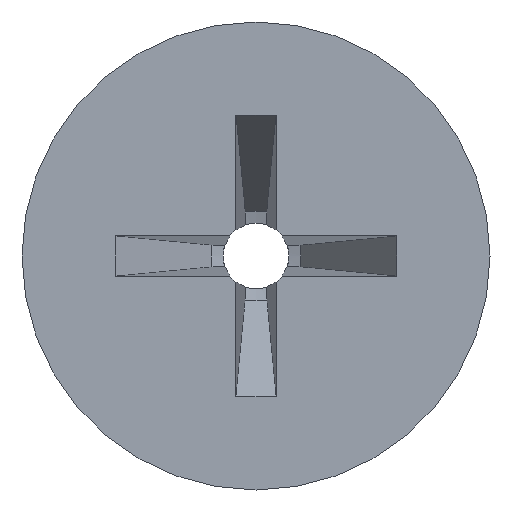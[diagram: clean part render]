
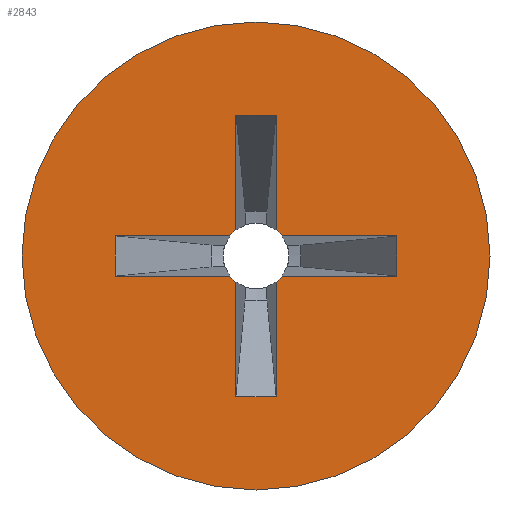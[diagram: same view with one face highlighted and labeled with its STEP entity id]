
A CAD part, left-side view. The second image highlights one B-rep face of the part: STEP entity #2843.
In plain terms, the highlighted planar face has unit normal (-1, 0, 0).
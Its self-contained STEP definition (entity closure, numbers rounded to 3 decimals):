
#115=CARTESIAN_POINT('',(0.,0.,0.));
#116=DIRECTION('',(-1.,0.,0.));
#117=DIRECTION('',(0.,1.,0.));
#118=AXIS2_PLACEMENT_3D('',#115,#116,#117);
#120=CARTESIAN_POINT('',(0.,0.,0.));
#121=DIRECTION('',(1.,0.,0.));
#122=DIRECTION('',(0.,1.,0.));
#123=AXIS2_PLACEMENT_3D('',#120,#121,#122);
#125=CARTESIAN_POINT('',(0.,0.,0.));
#126=DIRECTION('',(1.,0.,0.));
#127=DIRECTION('',(0.,-0.79,-0.613));
#128=AXIS2_PLACEMENT_3D('',#125,#126,#127);
#130=DIRECTION('',(0.,1.,0.));
#131=VECTOR('',#130,2.772);
#132=CARTESIAN_POINT('',(0.,-3.4,-0.488));
#133=LINE('',#132,#131);
#134=DIRECTION('',(0.,0.,-1.));
#135=VECTOR('',#134,0.975);
#136=CARTESIAN_POINT('',(0.,-3.4,0.488));
#137=LINE('',#136,#135);
#138=DIRECTION('',(0.,1.,0.));
#139=VECTOR('',#138,2.772);
#140=CARTESIAN_POINT('',(0.,-3.4,0.488));
#141=LINE('',#140,#139);
#142=CARTESIAN_POINT('',(0.,0.,0.));
#143=DIRECTION('',(1.,0.,0.));
#144=DIRECTION('',(0.,-0.613,0.79));
#145=AXIS2_PLACEMENT_3D('',#142,#143,#144);
#147=DIRECTION('',(0.,0.,-1.));
#148=VECTOR('',#147,2.772);
#149=CARTESIAN_POINT('',(0.,-0.488,3.4));
#150=LINE('',#149,#148);
#151=DIRECTION('',(0.,1.,0.));
#152=VECTOR('',#151,0.975);
#153=CARTESIAN_POINT('',(0.,-0.488,3.4));
#154=LINE('',#153,#152);
#155=DIRECTION('',(0.,0.,-1.));
#156=VECTOR('',#155,2.772);
#157=CARTESIAN_POINT('',(0.,0.488,3.4));
#158=LINE('',#157,#156);
#159=CARTESIAN_POINT('',(0.,0.,0.));
#160=DIRECTION('',(1.,0.,0.));
#161=DIRECTION('',(0.,0.79,0.613));
#162=AXIS2_PLACEMENT_3D('',#159,#160,#161);
#164=DIRECTION('',(0.,1.,0.));
#165=VECTOR('',#164,2.772);
#166=CARTESIAN_POINT('',(0.,0.628,0.488));
#167=LINE('',#166,#165);
#168=DIRECTION('',(0.,0.,-1.));
#169=VECTOR('',#168,0.975);
#170=CARTESIAN_POINT('',(0.,3.4,0.488));
#171=LINE('',#170,#169);
#172=DIRECTION('',(0.,1.,0.));
#173=VECTOR('',#172,2.772);
#174=CARTESIAN_POINT('',(0.,0.628,-0.488));
#175=LINE('',#174,#173);
#176=CARTESIAN_POINT('',(0.,0.,0.));
#177=DIRECTION('',(1.,0.,0.));
#178=DIRECTION('',(0.,0.613,-0.79));
#179=AXIS2_PLACEMENT_3D('',#176,#177,#178);
#181=DIRECTION('',(0.,0.,-1.));
#182=VECTOR('',#181,2.772);
#183=CARTESIAN_POINT('',(0.,0.488,-0.628));
#184=LINE('',#183,#182);
#185=DIRECTION('',(0.,1.,0.));
#186=VECTOR('',#185,0.975);
#187=CARTESIAN_POINT('',(0.,-0.488,-3.4));
#188=LINE('',#187,#186);
#189=DIRECTION('',(0.,0.,-1.));
#190=VECTOR('',#189,2.772);
#191=CARTESIAN_POINT('',(0.,-0.488,-0.628));
#192=LINE('',#191,#190);
#2697=CARTESIAN_POINT('',(0.,5.65,0.));
#2699=VERTEX_POINT('',#2697);
#2701=CARTESIAN_POINT('',(0.,-5.65,0.));
#2703=VERTEX_POINT('',#2701);
#2728=CARTESIAN_POINT('',(0.,-0.628,-0.488));
#2729=CARTESIAN_POINT('',(0.,-0.488,-0.628));
#2730=VERTEX_POINT('',#2728);
#2731=VERTEX_POINT('',#2729);
#2732=CARTESIAN_POINT('',(0.,0.488,-0.628));
#2733=CARTESIAN_POINT('',(0.,0.628,-0.488));
#2734=VERTEX_POINT('',#2732);
#2735=VERTEX_POINT('',#2733);
#2736=CARTESIAN_POINT('',(0.,0.628,0.488));
#2737=CARTESIAN_POINT('',(0.,0.488,0.628));
#2738=VERTEX_POINT('',#2736);
#2739=VERTEX_POINT('',#2737);
#2740=CARTESIAN_POINT('',(0.,-0.488,0.628));
#2741=CARTESIAN_POINT('',(0.,-0.628,0.488));
#2742=VERTEX_POINT('',#2740);
#2743=VERTEX_POINT('',#2741);
#2762=CARTESIAN_POINT('',(0.,-3.4,0.488));
#2763=CARTESIAN_POINT('',(0.,-3.4,-0.488));
#2764=VERTEX_POINT('',#2762);
#2765=VERTEX_POINT('',#2763);
#2766=CARTESIAN_POINT('',(0.,-0.488,3.4));
#2767=CARTESIAN_POINT('',(0.,0.488,3.4));
#2768=VERTEX_POINT('',#2766);
#2769=VERTEX_POINT('',#2767);
#2770=CARTESIAN_POINT('',(0.,3.4,0.488));
#2771=CARTESIAN_POINT('',(0.,3.4,-0.488));
#2772=VERTEX_POINT('',#2770);
#2773=VERTEX_POINT('',#2771);
#2774=CARTESIAN_POINT('',(0.,-0.488,-3.4));
#2775=CARTESIAN_POINT('',(0.,0.488,-3.4));
#2776=VERTEX_POINT('',#2774);
#2777=VERTEX_POINT('',#2775);
#2798=CARTESIAN_POINT('',(0.,0.,0.));
#2799=DIRECTION('',(1.,0.,0.));
#2800=DIRECTION('',(0.,-1.,0.));
#2801=AXIS2_PLACEMENT_3D('',#2798,#2799,#2800);
#2802=PLANE('',#2801);
#2804=ORIENTED_EDGE('',*,*,#2803,.F.);
#2806=ORIENTED_EDGE('',*,*,#2805,.T.);
#2807=EDGE_LOOP('',(#2804,#2806));
#2808=FACE_OUTER_BOUND('',#2807,.F.);
#2810=ORIENTED_EDGE('',*,*,#2809,.F.);
#2812=ORIENTED_EDGE('',*,*,#2811,.F.);
#2814=ORIENTED_EDGE('',*,*,#2813,.F.);
#2816=ORIENTED_EDGE('',*,*,#2815,.T.);
#2818=ORIENTED_EDGE('',*,*,#2817,.F.);
#2820=ORIENTED_EDGE('',*,*,#2819,.F.);
#2822=ORIENTED_EDGE('',*,*,#2821,.T.);
#2824=ORIENTED_EDGE('',*,*,#2823,.T.);
#2826=ORIENTED_EDGE('',*,*,#2825,.F.);
#2828=ORIENTED_EDGE('',*,*,#2827,.T.);
#2830=ORIENTED_EDGE('',*,*,#2829,.T.);
#2832=ORIENTED_EDGE('',*,*,#2831,.F.);
#2834=ORIENTED_EDGE('',*,*,#2833,.F.);
#2836=ORIENTED_EDGE('',*,*,#2835,.T.);
#2838=ORIENTED_EDGE('',*,*,#2837,.F.);
#2840=ORIENTED_EDGE('',*,*,#2839,.F.);
#2841=EDGE_LOOP('',(#2810,#2812,#2814,#2816,#2818,#2820,#2822,#2824,#2826,#2828,
#2830,#2832,#2834,#2836,#2838,#2840));
#2842=FACE_BOUND('',#2841,.F.);
#119=CIRCLE('',#118,5.65);
#124=CIRCLE('',#123,5.65);
#129=CIRCLE('',#128,0.795);
#146=CIRCLE('',#145,0.795);
#163=CIRCLE('',#162,0.795);
#180=CIRCLE('',#179,0.795);
#2803=EDGE_CURVE('',#2699,#2703,#119,.T.);
#2805=EDGE_CURVE('',#2699,#2703,#124,.T.);
#2809=EDGE_CURVE('',#2730,#2731,#129,.T.);
#2811=EDGE_CURVE('',#2765,#2730,#133,.T.);
#2813=EDGE_CURVE('',#2764,#2765,#137,.T.);
#2815=EDGE_CURVE('',#2764,#2743,#141,.T.);
#2817=EDGE_CURVE('',#2742,#2743,#146,.T.);
#2819=EDGE_CURVE('',#2768,#2742,#150,.T.);
#2821=EDGE_CURVE('',#2768,#2769,#154,.T.);
#2823=EDGE_CURVE('',#2769,#2739,#158,.T.);
#2825=EDGE_CURVE('',#2738,#2739,#163,.T.);
#2827=EDGE_CURVE('',#2738,#2772,#167,.T.);
#2829=EDGE_CURVE('',#2772,#2773,#171,.T.);
#2831=EDGE_CURVE('',#2735,#2773,#175,.T.);
#2833=EDGE_CURVE('',#2734,#2735,#180,.T.);
#2835=EDGE_CURVE('',#2734,#2777,#184,.T.);
#2837=EDGE_CURVE('',#2776,#2777,#188,.T.);
#2839=EDGE_CURVE('',#2731,#2776,#192,.T.);
#2843=ADVANCED_FACE('',(#2808,#2842),#2802,.F.);
